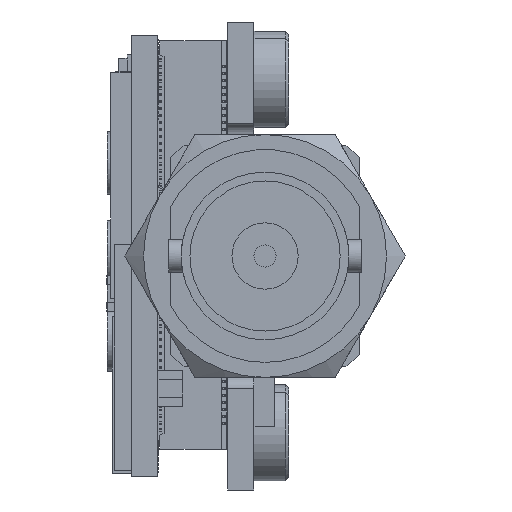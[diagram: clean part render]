
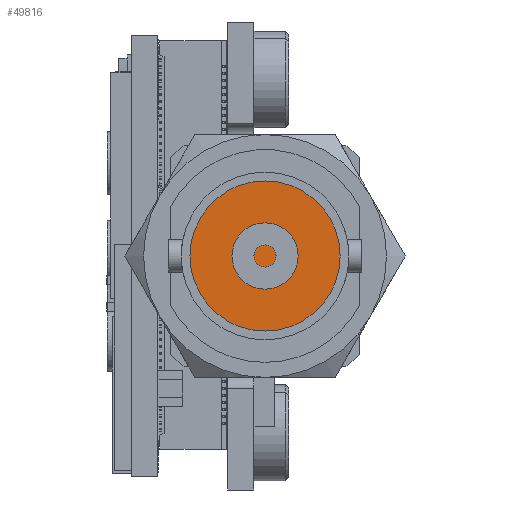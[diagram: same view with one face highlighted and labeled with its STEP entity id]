
A CAD part, left-side view. The second image highlights one B-rep face of the part: STEP entity #49816.
In plain terms, the highlighted face is planar.
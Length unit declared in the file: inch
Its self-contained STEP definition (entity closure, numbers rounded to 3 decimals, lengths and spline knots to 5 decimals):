
#18454 = FACE_OUTER_BOUND ( 'NONE', #86693, .T. ) ;
#36001 = CIRCLE ( 'NONE', #93782, 0.17 ) ;
#36450 = CIRCLE ( 'NONE', #93872, 0.17 ) ;
#37937 = CARTESIAN_POINT ( 'NONE',  ( 0., 0., -0.042 ) ) ;
#37938 = DIRECTION ( 'NONE',  ( 0., 0., 1. ) ) ;
#37939 = DIRECTION ( 'NONE',  ( 1., 0., 0. ) ) ;
#38486 = CARTESIAN_POINT ( 'NONE',  ( 0., 0., -0.042 ) ) ;
#38488 = DIRECTION ( 'NONE',  ( 0., 0., 1. ) ) ;
#38491 = DIRECTION ( 'NONE',  ( 1., 0., 0. ) ) ;
#45402 = CARTESIAN_POINT ( 'NONE',  ( 0.17, 0., -0.042 ) ) ;
#45416 = CARTESIAN_POINT ( 'NONE',  ( -0.17, 0., -0.042 ) ) ;
#49816 = ADVANCED_FACE ( 'NONE', ( #18454 ), #121617, .T. ) ;
#79915 = EDGE_CURVE ( 'NONE', #110058, #110050, #36001, .T. ) ;
#80021 = EDGE_CURVE ( 'NONE', #110050, #110058, #36450, .T. ) ;
#86693 = EDGE_LOOP ( 'NONE', ( #122758, #122760 ) ) ;
#93782 = AXIS2_PLACEMENT_3D ( 'NONE', #37937, #37938, #37939 ) ;
#93872 = AXIS2_PLACEMENT_3D ( 'NONE', #38486, #38488, #38491 ) ;
#105000 = AXIS2_PLACEMENT_3D ( 'NONE', #121615, #121620, #121621 ) ;
#110050 = VERTEX_POINT ( 'NONE', #45402 ) ;
#110058 = VERTEX_POINT ( 'NONE', #45416 ) ;
#121615 = CARTESIAN_POINT ( 'NONE',  ( 0., 0., -0.042 ) ) ;
#121617 = PLANE ( 'NONE',  #105000 ) ;
#121620 = DIRECTION ( 'NONE',  ( 0., 0., 1. ) ) ;
#121621 = DIRECTION ( 'NONE',  ( 1., 0., 0. ) ) ;
#122758 = ORIENTED_EDGE ( 'NONE', *, *, #80021, .T. ) ;
#122760 = ORIENTED_EDGE ( 'NONE', *, *, #79915, .T. ) ;
